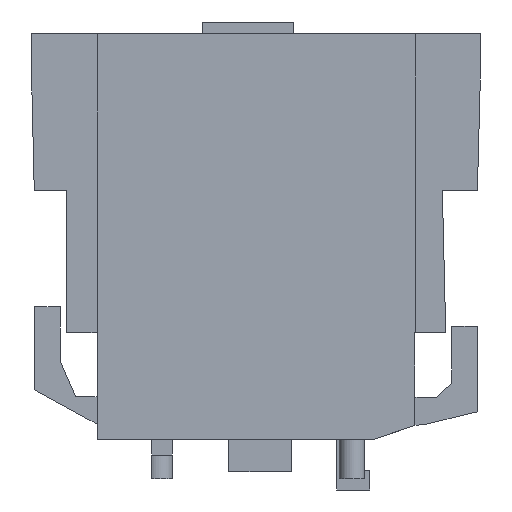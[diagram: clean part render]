
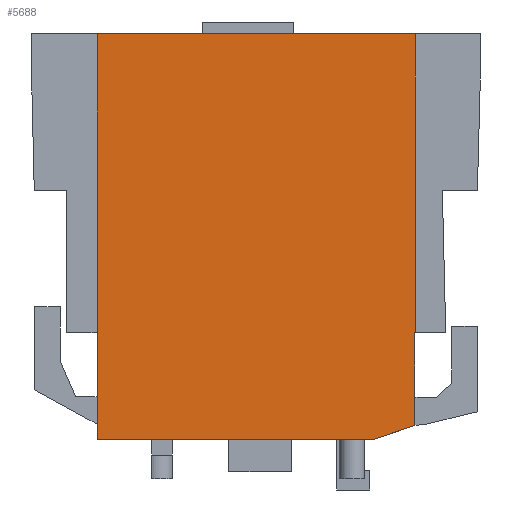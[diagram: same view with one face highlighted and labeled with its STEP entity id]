
A CAD part, left-side view. The second image highlights one B-rep face of the part: STEP entity #5688.
In plain terms, the highlighted planar face has unit normal (-1, 0, 0).
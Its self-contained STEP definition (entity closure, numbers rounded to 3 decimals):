
#22=DIRECTION('',(0.,-1.,0.));
#23=VECTOR('',#22,23.298);
#24=CARTESIAN_POINT('',(0.,32.35,0.));
#25=LINE('',#24,#23);
#96=DIRECTION('',(0.,0.,1.));
#97=VECTOR('',#96,7.8);
#98=CARTESIAN_POINT('',(0.,5.55,1.2));
#99=LINE('',#98,#97);
#882=DIRECTION('',(0.,-1.,0.));
#883=VECTOR('',#882,0.04);
#884=CARTESIAN_POINT('',(0.,5.55,9.));
#885=LINE('',#884,#883);
#926=DIRECTION('',(0.,0.,-1.));
#927=VECTOR('',#926,25.198);
#928=CARTESIAN_POINT('',(0.,5.51,34.198));
#929=LINE('',#928,#927);
#930=DIRECTION('',(0.,0.946,-0.324));
#931=VECTOR('',#930,3.701);
#932=CARTESIAN_POINT('',(0.,5.55,1.2));
#933=LINE('',#932,#931);
#966=DIRECTION('',(0.,1.,0.));
#967=VECTOR('',#966,26.84);
#968=CARTESIAN_POINT('',(0.,5.51,34.198));
#969=LINE('',#968,#967);
#1570=DIRECTION('',(0.,0.,-1.));
#1571=VECTOR('',#1570,34.199);
#1572=CARTESIAN_POINT('',(0.,32.35,34.199));
#1573=LINE('',#1572,#1571);
#3424=CARTESIAN_POINT('',(0.,32.35,0.));
#3425=VERTEX_POINT('',#3424);
#3426=CARTESIAN_POINT('',(0.,9.052,0.));
#3427=VERTEX_POINT('',#3426);
#3442=CARTESIAN_POINT('',(0.,5.55,1.2));
#3443=VERTEX_POINT('',#3442);
#3460=CARTESIAN_POINT('',(0.,5.55,9.));
#3461=VERTEX_POINT('',#3460);
#3718=CARTESIAN_POINT('',(0.,5.51,9.));
#3719=VERTEX_POINT('',#3718);
#3756=CARTESIAN_POINT('',(0.,5.51,34.198));
#3757=VERTEX_POINT('',#3756);
#3758=CARTESIAN_POINT('',(0.,32.35,34.199));
#3759=VERTEX_POINT('',#3758);
#5671=CARTESIAN_POINT('',(0.,5.55,1.2));
#5672=DIRECTION('',(-1.,0.,0.));
#5673=DIRECTION('',(0.,0.,1.));
#5674=AXIS2_PLACEMENT_3D('',#5671,#5672,#5673);
#5675=PLANE('',#5674);
#5677=ORIENTED_EDGE('',*,*,#5676,.T.);
#5678=ORIENTED_EDGE('',*,*,#5627,.F.);
#5679=ORIENTED_EDGE('',*,*,#4552,.F.);
#5680=ORIENTED_EDGE('',*,*,#4498,.T.);
#5681=ORIENTED_EDGE('',*,*,#4457,.F.);
#5683=ORIENTED_EDGE('',*,*,#5682,.F.);
#5685=ORIENTED_EDGE('',*,*,#5684,.F.);
#5686=EDGE_LOOP('',(#5677,#5678,#5679,#5680,#5681,#5683,#5685));
#5687=FACE_OUTER_BOUND('',#5686,.F.);
#4457=EDGE_CURVE('',#3425,#3427,#25,.T.);
#4498=EDGE_CURVE('',#3443,#3427,#933,.T.);
#4552=EDGE_CURVE('',#3443,#3461,#99,.T.);
#5627=EDGE_CURVE('',#3461,#3719,#885,.T.);
#5676=EDGE_CURVE('',#3757,#3719,#929,.T.);
#5682=EDGE_CURVE('',#3759,#3425,#1573,.T.);
#5684=EDGE_CURVE('',#3757,#3759,#969,.T.);
#5688=ADVANCED_FACE('',(#5687),#5675,.T.);
